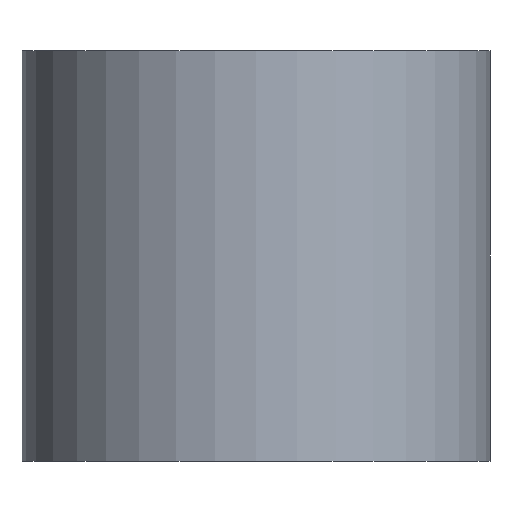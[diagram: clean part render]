
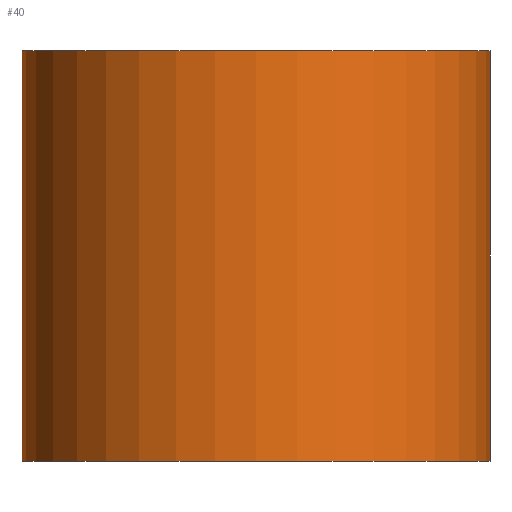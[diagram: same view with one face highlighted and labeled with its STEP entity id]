
A CAD part, front view. The second image highlights one B-rep face of the part: STEP entity #40.
In plain terms, the highlighted cylindrical face has radius 130.938 mm (diameter 261.876 mm), a partial arc.
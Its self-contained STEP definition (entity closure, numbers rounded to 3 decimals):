
#1 = VERTEX_POINT ( 'NONE', #20 ) ;
#7 = VERTEX_POINT ( 'NONE', #23 ) ;
#8 = VERTEX_POINT ( 'NONE', #22 ) ;
#12 = EDGE_CURVE ( 'NONE', #8, #17, #31, .T. ) ;
#14 = ORIENTED_EDGE ( 'NONE', *, *, #25, .T. ) ;
#15 = ORIENTED_EDGE ( 'NONE', *, *, #19, .T. ) ;
#17 = VERTEX_POINT ( 'NONE', #24 ) ;
#19 = EDGE_CURVE ( 'NONE', #1, #17, #53, .T. ) ;
#20 = CARTESIAN_POINT ( 'NONE',  ( 92.65, 30.18, 229.9 ) ) ;
#22 = CARTESIAN_POINT ( 'NONE',  ( -169.226, 30.18, 0. ) ) ;
#23 = CARTESIAN_POINT ( 'NONE',  ( 92.65, 30.18, 0. ) ) ;
#24 = CARTESIAN_POINT ( 'NONE',  ( -169.226, 30.18, 229.9 ) ) ;
#25 = EDGE_CURVE ( 'NONE', #7, #1, #54, .T. ) ;
#28 = DIRECTION ( 'NONE',  ( 0., 0., 1. ) ) ;
#29 = VECTOR ( 'NONE', #28, 1000. ) ;
#30 = CARTESIAN_POINT ( 'NONE',  ( -169.226, 30.18, 0. ) ) ;
#31 = LINE ( 'NONE', #30, #29 ) ;
#32 = ORIENTED_EDGE ( 'NONE', *, *, #33, .T. ) ;
#33 = EDGE_CURVE ( 'NONE', #8, #7, #66, .T. ) ;
#36 = DIRECTION ( 'NONE',  ( 0., 0., 1. ) ) ;
#40 = ADVANCED_FACE ( 'NONE', ( #74 ), #73, .T. ) ;
#49 = DIRECTION ( 'NONE',  ( 1., 0., 0. ) ) ;
#50 = DIRECTION ( 'NONE',  ( 0., 0., -1. ) ) ;
#51 = CARTESIAN_POINT ( 'NONE',  ( -38.288, 30.18, 229.9 ) ) ;
#52 = AXIS2_PLACEMENT_3D ( 'NONE', #51, #50, #49 ) ;
#53 = CIRCLE ( 'NONE', #52, 130.938 ) ;
#54 = LINE ( 'NONE', #59, #58 ) ;
#55 = EDGE_LOOP ( 'NONE', ( #61, #32, #14, #15 ) ) ;
#58 = VECTOR ( 'NONE', #36, 1000. ) ;
#59 = CARTESIAN_POINT ( 'NONE',  ( 92.65, 30.18, 0. ) ) ;
#61 = ORIENTED_EDGE ( 'NONE', *, *, #12, .F. ) ;
#62 = DIRECTION ( 'NONE',  ( 1., 0., 0. ) ) ;
#63 = CARTESIAN_POINT ( 'NONE',  ( -38.288, 30.18, 0. ) ) ;
#64 = DIRECTION ( 'NONE',  ( 0., 0., 1. ) ) ;
#65 = AXIS2_PLACEMENT_3D ( 'NONE', #63, #64, #62 ) ;
#66 = CIRCLE ( 'NONE', #65, 130.938 ) ;
#67 = CARTESIAN_POINT ( 'NONE',  ( -38.288, 30.18, 0. ) ) ;
#70 = DIRECTION ( 'NONE',  ( 1., 0., 0. ) ) ;
#71 = DIRECTION ( 'NONE',  ( 0., 0., 1. ) ) ;
#73 = CYLINDRICAL_SURFACE ( 'NONE', #79, 130.938 ) ;
#74 = FACE_OUTER_BOUND ( 'NONE', #55, .T. ) ;
#79 = AXIS2_PLACEMENT_3D ( 'NONE', #67, #71, #70 ) ;
